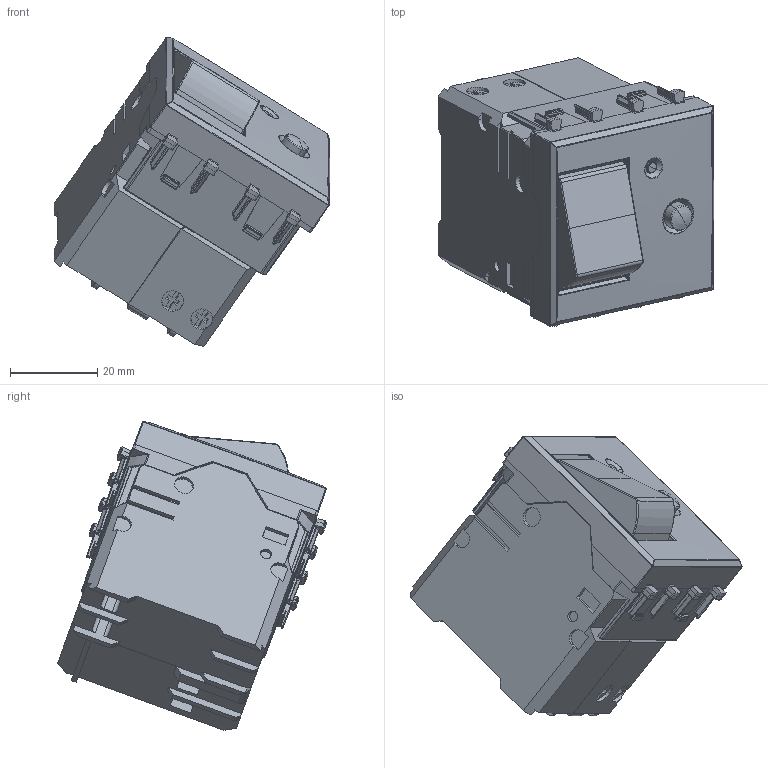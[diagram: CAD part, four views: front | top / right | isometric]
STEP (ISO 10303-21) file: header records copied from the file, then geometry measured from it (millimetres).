
FILE_DESCRIPTION(('CATIA V5 STEP Exchange'),'2;1');
FILE_NAME('442062x6.stp','2024-02-15T12:29:36+00:00',('none'),('none'),'CATIA Version 5-6 Release 2016 SP6','CATIA V5 STEP AP203','none');
FILE_SCHEMA(('CONFIG_CONTROL_DESIGN'));
Products named in the file (1): 442062x
Assembly tree (5 placements, depth 2):
  442062x
    #57
    #8918
    #14891
    #16297
    #16634
Bounding box: 63.08 x 61.48 x 70.54 mm (x, y, z)
Volume: 70538.5 mm3; surface area: 29426.3 mm2
Topology: 7 solids, 7 shells, 1602 faces, 4218 edges, 2540 vertices
Faces by surface type: plane 747, cylinder 452, bspline 221, sphere 102, torus 49, cone 31
Entity records: 54632 total; most frequent: CARTESIAN_POINT 20736, ORIENTED_EDGE 8216, DIRECTION 4854, EDGE_CURVE 4108, VERTEX_POINT 2540, VECTOR 2261, LINE 2261, AXIS2_PLACEMENT_3D 1639
